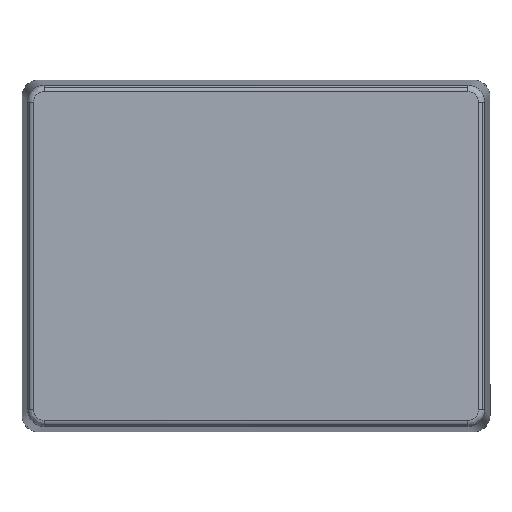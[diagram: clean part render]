
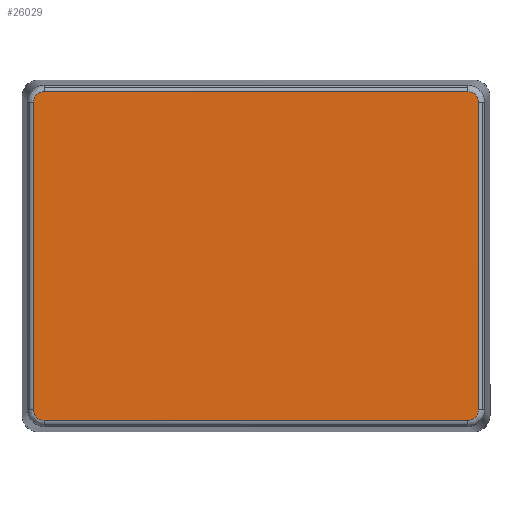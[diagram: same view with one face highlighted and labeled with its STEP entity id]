
A CAD part, front view. The second image highlights one B-rep face of the part: STEP entity #26029.
In plain terms, the highlighted face is planar.
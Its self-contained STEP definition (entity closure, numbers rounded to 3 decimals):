
#319 = CARTESIAN_POINT ( 'NONE',  ( 52.417, -39.501, 0. ) ) ;
#530 = AXIS2_PLACEMENT_3D ( 'NONE', #8152, #4116, #1266 ) ;
#863 = CARTESIAN_POINT ( 'NONE',  ( -53.451, 37.003, 0. ) ) ;
#897 = VERTEX_POINT ( 'NONE', #25809 ) ;
#1266 = DIRECTION ( 'NONE',  ( 1., 0., 0. ) ) ;
#2421 = CARTESIAN_POINT ( 'NONE',  ( 53.451, -37.003, 0. ) ) ;
#2723 = CARTESIAN_POINT ( 'NONE',  ( 50.953, -39.501, 0. ) ) ;
#2897 = ORIENTED_EDGE ( 'NONE', *, *, #20786, .F. ) ;
#3067 = CARTESIAN_POINT ( 'NONE',  ( -50.953, 39.501, 0. ) ) ;
#3246 = EDGE_CURVE ( 'NONE', #24296, #5562, #21527, .T. ) ;
#3558 = CARTESIAN_POINT ( 'NONE',  ( 0., -39.501, 0. ) ) ;
#3669 =( BOUNDED_CURVE ( )  B_SPLINE_CURVE ( 3, ( #13887, #12401, #24888, #22733 ),
 .UNSPECIFIED., .F., .F. ) 
 B_SPLINE_CURVE_WITH_KNOTS ( ( 4, 4 ),
 ( 5.498, 7.068 ),
 .UNSPECIFIED. ) 
 CURVE ( )  GEOMETRIC_REPRESENTATION_ITEM ( )  RATIONAL_B_SPLINE_CURVE ( ( 1., 0.805, 0.805, 1. ) ) 
 REPRESENTATION_ITEM ( '' )  );
#3788 = VECTOR ( 'NONE', #19279, 1000. ) ;
#3825 = CARTESIAN_POINT ( 'NONE',  ( -53.451, 0., 0. ) ) ;
#4116 = DIRECTION ( 'NONE',  ( 0., 0., 1. ) ) ;
#4687 =( BOUNDED_CURVE ( )  B_SPLINE_CURVE ( 3, ( #21011, #6547, #10877, #19254 ),
 .UNSPECIFIED., .F., .F. ) 
 B_SPLINE_CURVE_WITH_KNOTS ( ( 4, 4 ),
 ( 5.498, 7.068 ),
 .UNSPECIFIED. ) 
 CURVE ( )  GEOMETRIC_REPRESENTATION_ITEM ( )  RATIONAL_B_SPLINE_CURVE ( ( 1., 0.805, 0.805, 1. ) ) 
 REPRESENTATION_ITEM ( '' )  );
#5085 = CARTESIAN_POINT ( 'NONE',  ( -53.451, 38.467, 0. ) ) ;
#5562 = VERTEX_POINT ( 'NONE', #23836 ) ;
#6547 = CARTESIAN_POINT ( 'NONE',  ( -53.451, -38.467, 0. ) ) ;
#7196 = CARTESIAN_POINT ( 'NONE',  ( -52.417, 39.501, 0. ) ) ;
#7752 = EDGE_LOOP ( 'NONE', ( #16796, #15761, #16307, #18856, #2897, #26983, #23096, #12545 ) ) ;
#8049 = VERTEX_POINT ( 'NONE', #25628 ) ;
#8152 = CARTESIAN_POINT ( 'NONE',  ( 0., 0., 0. ) ) ;
#9477 = EDGE_CURVE ( 'NONE', #17889, #8049, #4687, .T. ) ;
#9751 = VERTEX_POINT ( 'NONE', #11697 ) ;
#9841 = DIRECTION ( 'NONE',  ( -1., 0., 0. ) ) ;
#10852 = CARTESIAN_POINT ( 'NONE',  ( -53.451, -37.003, 0. ) ) ;
#10877 = CARTESIAN_POINT ( 'NONE',  ( -52.417, -39.501, 0. ) ) ;
#10919 =( BOUNDED_CURVE ( )  B_SPLINE_CURVE ( 3, ( #3067, #7196, #5085, #863 ),
 .UNSPECIFIED., .F., .F. ) 
 B_SPLINE_CURVE_WITH_KNOTS ( ( 4, 4 ),
 ( 5.498, 7.068 ),
 .UNSPECIFIED. ) 
 CURVE ( )  GEOMETRIC_REPRESENTATION_ITEM ( )  RATIONAL_B_SPLINE_CURVE ( ( 1., 0.805, 0.805, 1. ) ) 
 REPRESENTATION_ITEM ( '' )  );
#11697 = CARTESIAN_POINT ( 'NONE',  ( -53.451, 37.003, 0. ) ) ;
#12401 = CARTESIAN_POINT ( 'NONE',  ( 53.451, 38.467, 0. ) ) ;
#12545 = ORIENTED_EDGE ( 'NONE', *, *, #3246, .F. ) ;
#13506 = VECTOR ( 'NONE', #26692, 1000. ) ;
#13887 = CARTESIAN_POINT ( 'NONE',  ( 53.451, 37.003, 0. ) ) ;
#14512 = CARTESIAN_POINT ( 'NONE',  ( -50.953, 39.501, 0. ) ) ;
#14981 = CARTESIAN_POINT ( 'NONE',  ( 53.451, -38.467, 0. ) ) ;
#15761 = ORIENTED_EDGE ( 'NONE', *, *, #9477, .F. ) ;
#16169 = CARTESIAN_POINT ( 'NONE',  ( 0., 39.501, 0. ) ) ;
#16307 = ORIENTED_EDGE ( 'NONE', *, *, #22065, .F. ) ;
#16796 = ORIENTED_EDGE ( 'NONE', *, *, #24506, .F. ) ;
#17889 = VERTEX_POINT ( 'NONE', #10852 ) ;
#18289 = DIRECTION ( 'NONE',  ( 1., 0., 0. ) ) ;
#18385 = EDGE_CURVE ( 'NONE', #5562, #897, #21884, .T. ) ;
#18789 = VERTEX_POINT ( 'NONE', #20301 ) ;
#18842 = LINE ( 'NONE', #16169, #22464 ) ;
#18856 = ORIENTED_EDGE ( 'NONE', *, *, #22441, .F. ) ;
#19018 = LINE ( 'NONE', #3558, #22319 ) ;
#19105 = CARTESIAN_POINT ( 'NONE',  ( 53.451, 0., 0. ) ) ;
#19128 = LINE ( 'NONE', #3825, #13506 ) ;
#19254 = CARTESIAN_POINT ( 'NONE',  ( -50.953, -39.501, 0. ) ) ;
#19279 = DIRECTION ( 'NONE',  ( 0., 1., 0. ) ) ;
#20301 = CARTESIAN_POINT ( 'NONE',  ( 50.953, 39.501, 0. ) ) ;
#20786 = EDGE_CURVE ( 'NONE', #18789, #25341, #18842, .T. ) ;
#21011 = CARTESIAN_POINT ( 'NONE',  ( -53.451, -37.003, 0. ) ) ;
#21527 =( BOUNDED_CURVE ( )  B_SPLINE_CURVE ( 3, ( #23477, #319, #14981, #2421 ),
 .UNSPECIFIED., .F., .F. ) 
 B_SPLINE_CURVE_WITH_KNOTS ( ( 4, 4 ),
 ( 5.498, 7.068 ),
 .UNSPECIFIED. ) 
 CURVE ( )  GEOMETRIC_REPRESENTATION_ITEM ( )  RATIONAL_B_SPLINE_CURVE ( ( 1., 0.805, 0.805, 1. ) ) 
 REPRESENTATION_ITEM ( '' )  );
#21884 = LINE ( 'NONE', #19105, #3788 ) ;
#22065 = EDGE_CURVE ( 'NONE', #9751, #17889, #19128, .T. ) ;
#22319 = VECTOR ( 'NONE', #18289, 1000. ) ;
#22441 = EDGE_CURVE ( 'NONE', #25341, #9751, #10919, .T. ) ;
#22464 = VECTOR ( 'NONE', #9841, 1000. ) ;
#22733 = CARTESIAN_POINT ( 'NONE',  ( 50.953, 39.501, 0. ) ) ;
#23096 = ORIENTED_EDGE ( 'NONE', *, *, #18385, .F. ) ;
#23104 = EDGE_CURVE ( 'NONE', #897, #18789, #3669, .T. ) ;
#23477 = CARTESIAN_POINT ( 'NONE',  ( 50.953, -39.501, 0. ) ) ;
#23836 = CARTESIAN_POINT ( 'NONE',  ( 53.451, -37.003, 0. ) ) ;
#24296 = VERTEX_POINT ( 'NONE', #2723 ) ;
#24506 = EDGE_CURVE ( 'NONE', #8049, #24296, #19018, .T. ) ;
#24534 = FACE_OUTER_BOUND ( 'NONE', #7752, .T. ) ;
#24888 = CARTESIAN_POINT ( 'NONE',  ( 52.417, 39.501, 0. ) ) ;
#25341 = VERTEX_POINT ( 'NONE', #14512 ) ;
#25628 = CARTESIAN_POINT ( 'NONE',  ( -50.953, -39.501, 0. ) ) ;
#25809 = CARTESIAN_POINT ( 'NONE',  ( 53.451, 37.003, 0. ) ) ;
#26029 = ADVANCED_FACE ( 'NONE', ( #24534 ), #27238, .F. ) ;
#26692 = DIRECTION ( 'NONE',  ( 0., -1., 0. ) ) ;
#26983 = ORIENTED_EDGE ( 'NONE', *, *, #23104, .F. ) ;
#27238 = PLANE ( 'NONE',  #530 ) ;
